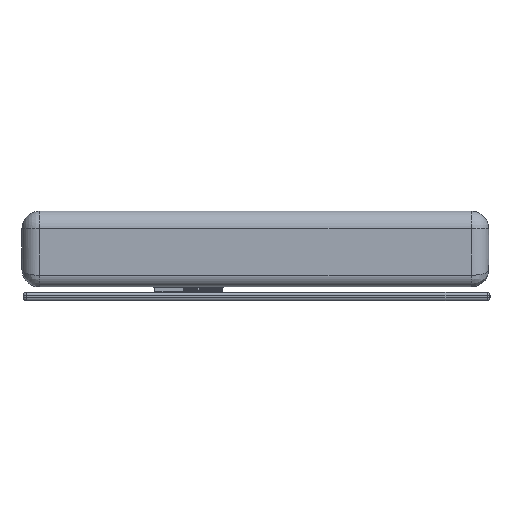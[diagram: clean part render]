
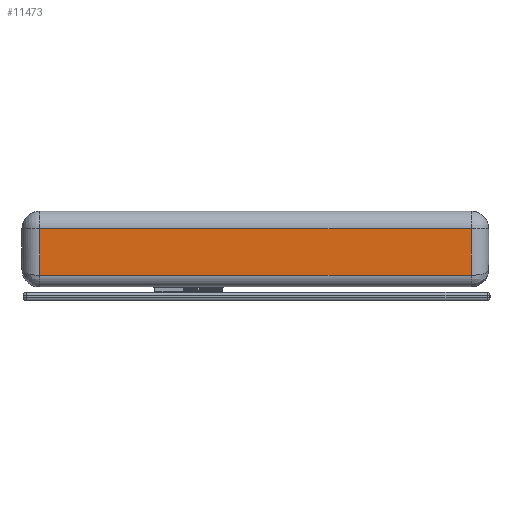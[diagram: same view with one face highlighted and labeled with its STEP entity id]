
A CAD part, left-side view. The second image highlights one B-rep face of the part: STEP entity #11473.
In plain terms, the highlighted planar face has unit normal (-1, 0, 0).
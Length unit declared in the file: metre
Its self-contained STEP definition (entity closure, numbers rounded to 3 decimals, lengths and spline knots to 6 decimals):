
#1334=ORIENTED_EDGE('',*,*,#4699,.T.);
#1335=ORIENTED_EDGE('',*,*,#4700,.T.);
#1336=ORIENTED_EDGE('',*,*,#4701,.T.);
#1337=ORIENTED_EDGE('',*,*,#4702,.T.);
#4699=EDGE_CURVE('',#6377,#6378,#7455,.T.);
#4700=EDGE_CURVE('',#6378,#6379,#7456,.T.);
#4701=EDGE_CURVE('',#6379,#6380,#7457,.F.);
#4702=EDGE_CURVE('',#6380,#6377,#7458,.F.);
#6377=VERTEX_POINT('',#16825);
#6378=VERTEX_POINT('',#16826);
#6379=VERTEX_POINT('',#16828);
#6380=VERTEX_POINT('',#16830);
#7455=LINE('',#16824,#8449);
#7456=LINE('',#16827,#8450);
#7457=LINE('',#16829,#8451);
#7458=LINE('',#16831,#8452);
#8449=VECTOR('',#13680,1.);
#8450=VECTOR('',#13681,1.);
#8451=VECTOR('',#13682,1.);
#8452=VECTOR('',#13683,1.);
#9330=EDGE_LOOP('',(#1334,#1335,#1336,#1337));
#10244=FACE_BOUND('',#9330,.T.);
#11146=PLANE('',#12619);
#11473=ADVANCED_FACE('',(#10244),#11146,.F.);
#12619=AXIS2_PLACEMENT_3D('',#16823,#13678,#13679);
#13678=DIRECTION('',(1.,0.,0.));
#13679=DIRECTION('',(0.,-1.,0.));
#13680=DIRECTION('',(0.,0.,-1.));
#13681=DIRECTION('',(0.,-1.,0.));
#13682=DIRECTION('',(0.,0.,-1.));
#13683=DIRECTION('',(0.,-1.,0.));
#16823=CARTESIAN_POINT('',(-0.06,0.,0.013));
#16824=CARTESIAN_POINT('',(-0.06,0.037,0.));
#16825=CARTESIAN_POINT('',(-0.06,0.037,0.01));
#16826=CARTESIAN_POINT('',(-0.06,0.037,0.002));
#16827=CARTESIAN_POINT('',(-0.06,0.,0.002));
#16828=CARTESIAN_POINT('',(-0.06,-0.037,0.002));
#16829=CARTESIAN_POINT('',(-0.06,-0.037,0.013));
#16830=CARTESIAN_POINT('',(-0.06,-0.037,0.01));
#16831=CARTESIAN_POINT('',(-0.06,0.04,0.01));
